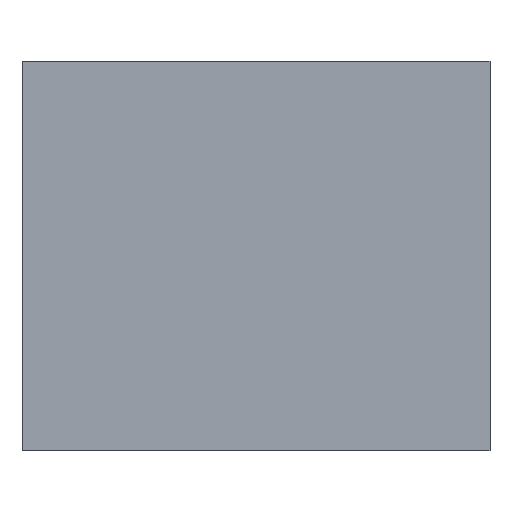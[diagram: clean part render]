
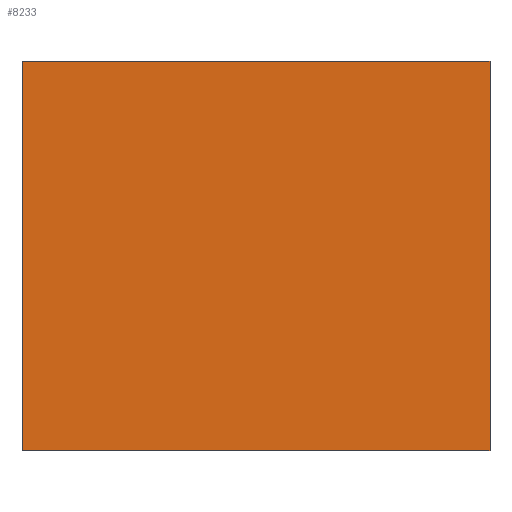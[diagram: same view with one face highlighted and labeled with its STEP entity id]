
A CAD part, left-side view. The second image highlights one B-rep face of the part: STEP entity #8233.
In plain terms, the highlighted planar face has unit normal (-1, 0, 0).
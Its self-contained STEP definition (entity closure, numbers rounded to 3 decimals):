
#1568=ORIENTED_EDGE('',*,*,#3386,.F.);
#1569=ORIENTED_EDGE('',*,*,#3392,.F.);
#1570=ORIENTED_EDGE('',*,*,#3390,.F.);
#1571=ORIENTED_EDGE('',*,*,#3388,.F.);
#3386=EDGE_CURVE('',#4402,#4403,#5304,.T.);
#3388=EDGE_CURVE('',#4403,#4404,#5306,.T.);
#3390=EDGE_CURVE('',#4404,#4405,#5308,.T.);
#3392=EDGE_CURVE('',#4405,#4402,#5310,.T.);
#4402=VERTEX_POINT('',#14346);
#4403=VERTEX_POINT('',#14348);
#4404=VERTEX_POINT('',#14352);
#4405=VERTEX_POINT('',#14356);
#5304=LINE('',#14347,#6298);
#5306=LINE('',#14351,#6300);
#5308=LINE('',#14355,#6302);
#5310=LINE('',#14359,#6304);
#6298=VECTOR('',#11928,1000.);
#6300=VECTOR('',#11932,1000.);
#6302=VECTOR('',#11936,1000.);
#6304=VECTOR('',#11940,1000.);
#7006=EDGE_LOOP('',(#1568,#1569,#1570,#1571));
#7450=FACE_BOUND('',#7006,.T.);
#7842=PLANE('',#10455);
#8233=ADVANCED_FACE('',(#7450),#7842,.F.);
#10455=AXIS2_PLACEMENT_3D('',#14360,#11941,#11942);
#11928=DIRECTION('',(0.,-1.,0.));
#11932=DIRECTION('',(0.,0.,-1.));
#11936=DIRECTION('',(0.,1.,0.));
#11940=DIRECTION('',(0.,0.,1.));
#11941=DIRECTION('',(1.,0.,0.));
#11942=DIRECTION('',(0.,1.,0.));
#14346=CARTESIAN_POINT('',(0.,1.5,1.25));
#14347=CARTESIAN_POINT('',(0.,1.5,1.25));
#14348=CARTESIAN_POINT('',(0.,-1.5,1.25));
#14351=CARTESIAN_POINT('',(0.,-1.5,1.25));
#14352=CARTESIAN_POINT('',(0.,-1.5,-1.25));
#14355=CARTESIAN_POINT('',(0.,-1.5,-1.25));
#14356=CARTESIAN_POINT('',(0.,1.5,-1.25));
#14359=CARTESIAN_POINT('',(0.,1.5,-1.25));
#14360=CARTESIAN_POINT('',(0.,0.,0.));
